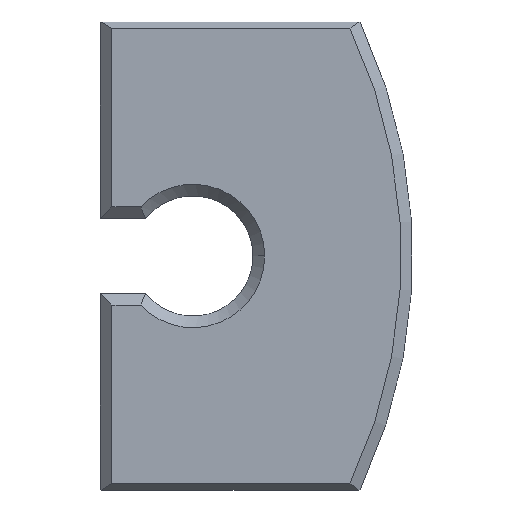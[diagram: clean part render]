
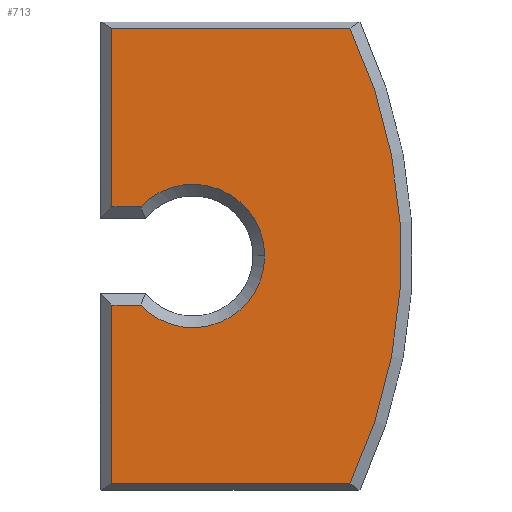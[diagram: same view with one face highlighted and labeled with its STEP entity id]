
A CAD part, top view. The second image highlights one B-rep face of the part: STEP entity #713.
In plain terms, the highlighted planar face has unit normal (0, 0, 1).
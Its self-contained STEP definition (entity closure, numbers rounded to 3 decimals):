
#631=CARTESIAN_POINT('',(62.,109.75,24.7));
#632=DIRECTION('',(-0.,0.,-1.));
#633=DIRECTION('',(-1.,0.,0.));
#634=AXIS2_PLACEMENT_3D('',#631,#632,#633);
#635=PLANE('',#634);
#636=CARTESIAN_POINT('',(62.5,102.12,24.7));
#637=VERTEX_POINT('',#636);
#638=CARTESIAN_POINT('',(63.738,102.12,24.7));
#639=VERTEX_POINT('',#638);
#640=CARTESIAN_POINT('',(62.5,102.12,24.7));
#641=DIRECTION('',(1.,0.,-0.));
#642=VECTOR('',#641,1.238);
#643=LINE('',#640,#642);
#644=EDGE_CURVE('',#637,#639,#643,.T.);
#645=ORIENTED_EDGE('',*,*,#644,.T.);
#646=CARTESIAN_POINT('',(69.1,100.,24.7));
#647=VERTEX_POINT('',#646);
#648=CARTESIAN_POINT('',(66.,100.,24.7));
#649=DIRECTION('',(-0.,0.,-1.));
#650=DIRECTION('',(-1.,0.,0.));
#651=AXIS2_PLACEMENT_3D('',#648,#649,#650);
#652=CIRCLE('',#651,3.1);
#653=EDGE_CURVE('',#639,#647,#652,.T.);
#654=ORIENTED_EDGE('',*,*,#653,.T.);
#655=CARTESIAN_POINT('',(63.738,97.88,24.7));
#656=VERTEX_POINT('',#655);
#657=CARTESIAN_POINT('',(66.,100.,24.7));
#658=DIRECTION('',(-0.,0.,-1.));
#659=DIRECTION('',(-1.,0.,0.));
#660=AXIS2_PLACEMENT_3D('',#657,#658,#659);
#661=CIRCLE('',#660,3.1);
#662=EDGE_CURVE('',#647,#656,#661,.T.);
#663=ORIENTED_EDGE('',*,*,#662,.T.);
#664=CARTESIAN_POINT('',(62.5,97.88,24.7));
#665=VERTEX_POINT('',#664);
#666=CARTESIAN_POINT('',(63.738,97.88,24.7));
#667=DIRECTION('',(-1.,0.,0.));
#668=VECTOR('',#667,1.238);
#669=LINE('',#666,#668);
#670=EDGE_CURVE('',#656,#665,#669,.T.);
#671=ORIENTED_EDGE('',*,*,#670,.T.);
#672=CARTESIAN_POINT('',(62.5,90.162,24.7));
#673=VERTEX_POINT('',#672);
#674=CARTESIAN_POINT('',(62.5,97.88,24.7));
#675=DIRECTION('',(0.,-1.,0.));
#676=VECTOR('',#675,7.718);
#677=LINE('',#674,#676);
#678=EDGE_CURVE('',#665,#673,#677,.T.);
#679=ORIENTED_EDGE('',*,*,#678,.T.);
#680=CARTESIAN_POINT('',(72.79,90.162,24.7));
#681=VERTEX_POINT('',#680);
#682=CARTESIAN_POINT('',(62.5,90.162,24.7));
#683=DIRECTION('',(1.,0.,-0.));
#684=VECTOR('',#683,10.29);
#685=LINE('',#682,#684);
#686=EDGE_CURVE('',#673,#681,#685,.T.);
#687=ORIENTED_EDGE('',*,*,#686,.T.);
#688=CARTESIAN_POINT('',(72.79,109.838,24.7));
#689=VERTEX_POINT('',#688);
#690=CARTESIAN_POINT('',(52.,100.,24.7));
#691=DIRECTION('',(0.,-0.,1.));
#692=DIRECTION('',(-1.,0.,0.));
#693=AXIS2_PLACEMENT_3D('',#690,#691,#692);
#694=CIRCLE('',#693,23.);
#695=EDGE_CURVE('',#681,#689,#694,.T.);
#696=ORIENTED_EDGE('',*,*,#695,.T.);
#697=CARTESIAN_POINT('',(62.5,109.838,24.7));
#698=VERTEX_POINT('',#697);
#699=CARTESIAN_POINT('',(72.79,109.838,24.7));
#700=DIRECTION('',(-1.,0.,0.));
#701=VECTOR('',#700,10.29);
#702=LINE('',#699,#701);
#703=EDGE_CURVE('',#689,#698,#702,.T.);
#704=ORIENTED_EDGE('',*,*,#703,.T.);
#705=CARTESIAN_POINT('',(62.5,109.838,24.7));
#706=DIRECTION('',(0.,-1.,0.));
#707=VECTOR('',#706,7.718);
#708=LINE('',#705,#707);
#709=EDGE_CURVE('',#698,#637,#708,.T.);
#710=ORIENTED_EDGE('',*,*,#709,.T.);
#711=EDGE_LOOP('',(#645,#654,#663,#671,#679,#687,#696,#704,#710));
#712=FACE_BOUND('',#711,.T.);
#713=ADVANCED_FACE('',(#712),#635,.F.);
